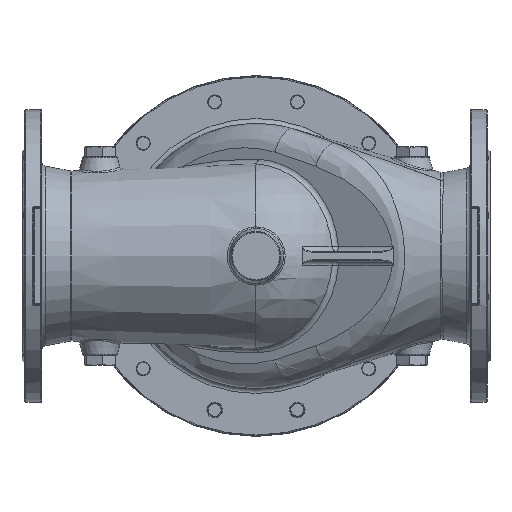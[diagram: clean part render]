
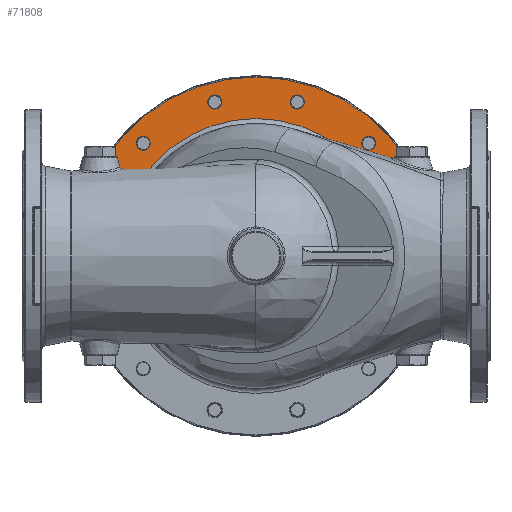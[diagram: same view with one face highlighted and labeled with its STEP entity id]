
A CAD part, front view. The second image highlights one B-rep face of the part: STEP entity #71808.
In plain terms, the highlighted planar face has unit normal (0, -1, 0).
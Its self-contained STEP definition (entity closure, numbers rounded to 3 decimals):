
#1510 = FACE_BOUND ( 'NONE', #24999, .T. ) ;
#1932 = CARTESIAN_POINT ( 'NONE',  ( 183.086, 282.5, 11.01 ) ) ;
#2004 = EDGE_CURVE ( 'NONE', #3896, #3896, #63395, .T. ) ;
#3277 = FACE_BOUND ( 'NONE', #24557, .T. ) ;
#3514 = EDGE_CURVE ( 'NONE', #45636, #45636, #34826, .T. ) ;
#3896 = VERTEX_POINT ( 'NONE', #38084 ) ;
#4400 = EDGE_CURVE ( 'NONE', #28722, #28722, #50628, .T. ) ;
#4682 = EDGE_LOOP ( 'NONE', ( #61625 ) ) ;
#4726 = CARTESIAN_POINT ( 'NONE',  ( -183.271, 282.5, 11.532 ) ) ;
#5145 = EDGE_CURVE ( 'NONE', #31813, #50929, #72545, .T. ) ;
#5807 = CARTESIAN_POINT ( 'NONE',  ( -183.271, 282.5, 11.532 ) ) ;
#6336 = CIRCLE ( 'NONE', #47800, 7.25 ) ;
#7986 = CARTESIAN_POINT ( 'NONE',  ( 157.929, 282.5, 42.317 ) ) ;
#8509 = DIRECTION ( 'NONE',  ( 0., 1., 0. ) ) ;
#8656 = EDGE_CURVE ( 'NONE', #21562, #21562, #6336, .T. ) ;
#10228 = ORIENTED_EDGE ( 'NONE', *, *, #34816, .T. ) ;
#10641 = CIRCLE ( 'NONE', #30074, 141. ) ;
#10943 = DIRECTION ( 'NONE',  ( 0., 1., 0. ) ) ;
#13157 = DIRECTION ( 'NONE',  ( 0., 1., 0. ) ) ;
#13207 = AXIS2_PLACEMENT_3D ( 'NONE', #58068, #41854, #39581 ) ;
#13656 = DIRECTION ( 'NONE',  ( 0., 0., -1. ) ) ;
#14015 = CARTESIAN_POINT ( 'NONE',  ( 0., 282.5, 0. ) ) ;
#14214 = DIRECTION ( 'NONE',  ( 1., 0., 0. ) ) ;
#14321 = AXIS2_PLACEMENT_3D ( 'NONE', #67354, #33311, #73102 ) ;
#15036 = AXIS2_PLACEMENT_3D ( 'NONE', #42507, #8509, #48213 ) ;
#16518 = FACE_BOUND ( 'NONE', #60822, .T. ) ;
#16533 = EDGE_LOOP ( 'NONE', ( #43647 ) ) ;
#16963 = EDGE_LOOP ( 'NONE', ( #56362 ) ) ;
#17075 = VERTEX_POINT ( 'NONE', #28353 ) ;
#17339 = ORIENTED_EDGE ( 'NONE', *, *, #21718, .T. ) ;
#17447 = LINE ( 'NONE', #48499, #45936 ) ;
#18323 = FACE_BOUND ( 'NONE', #4682, .T. ) ;
#18337 = CARTESIAN_POINT ( 'NONE',  ( -140.645, 282.5, 10. ) ) ;
#19062 = AXIS2_PLACEMENT_3D ( 'NONE', #25672, #65429, #31372 ) ;
#19278 = CARTESIAN_POINT ( 'NONE',  ( 115.612, 282.5, 115.612 ) ) ;
#19712 = DIRECTION ( 'NONE',  ( 0., 0., 1. ) ) ;
#21161 = ORIENTED_EDGE ( 'NONE', *, *, #47874, .T. ) ;
#21162 = CARTESIAN_POINT ( 'NONE',  ( 157.929, 282.5, 35.067 ) ) ;
#21442 = CARTESIAN_POINT ( 'NONE',  ( -182.633, 282.5, 10. ) ) ;
#21562 = VERTEX_POINT ( 'NONE', #21634 ) ;
#21634 = CARTESIAN_POINT ( 'NONE',  ( -109.333, 282.5, 119.237 ) ) ;
#21718 = EDGE_CURVE ( 'NONE', #17075, #17075, #58447, .T. ) ;
#23233 = B_SPLINE_CURVE_WITH_KNOTS ( 'NONE', 3,
 ( #69987, #52776, #1932, #41614 ),
 .UNSPECIFIED., .F., .F.,
 ( 4, 4 ),
 ( 0., 0.002 ),
 .UNSPECIFIED. ) ;
#24557 = EDGE_LOOP ( 'NONE', ( #70520 ) ) ;
#24992 = DIRECTION ( 'NONE',  ( 0.5, 0., -0.866 ) ) ;
#24999 = EDGE_LOOP ( 'NONE', ( #37204 ) ) ;
#25095 = EDGE_CURVE ( 'NONE', #41982, #41982, #68657, .T. ) ;
#25351 = VERTEX_POINT ( 'NONE', #18337 ) ;
#25672 = CARTESIAN_POINT ( 'NONE',  ( 0., 282.5, 0. ) ) ;
#26431 = EDGE_CURVE ( 'NONE', #25351, #41446, #10641, .T. ) ;
#26704 = CARTESIAN_POINT ( 'NONE',  ( 182.633, 282.5, 10. ) ) ;
#28353 = CARTESIAN_POINT ( 'NONE',  ( 48.596, 282.5, 154.304 ) ) ;
#28599 = CARTESIAN_POINT ( 'NONE',  ( -154.304, 282.5, 48.596 ) ) ;
#28625 = CARTESIAN_POINT ( 'NONE',  ( -182.859, 282.5, 10.505 ) ) ;
#28722 = VERTEX_POINT ( 'NONE', #38328 ) ;
#29423 = CARTESIAN_POINT ( 'NONE',  ( 183.271, 282.5, 11.532 ) ) ;
#30074 = AXIS2_PLACEMENT_3D ( 'NONE', #14015, #53753, #19712 ) ;
#30621 = CARTESIAN_POINT ( 'NONE',  ( -183.633, 282.5, 10. ) ) ;
#31372 = DIRECTION ( 'NONE',  ( 0., 0., -1. ) ) ;
#31813 = VERTEX_POINT ( 'NONE', #29423 ) ;
#33220 = CARTESIAN_POINT ( 'NONE',  ( 140.645, 282.5, 10. ) ) ;
#33306 = ORIENTED_EDGE ( 'NONE', *, *, #5145, .T. ) ;
#33311 = DIRECTION ( 'NONE',  ( 0., 1., 0. ) ) ;
#34435 = VERTEX_POINT ( 'NONE', #21442 ) ;
#34816 = EDGE_CURVE ( 'NONE', #34435, #25351, #58096, .T. ) ;
#34826 = CIRCLE ( 'NONE', #51834, 7.25 ) ;
#36838 = DIRECTION ( 'NONE',  ( 1., 0., 0. ) ) ;
#37204 = ORIENTED_EDGE ( 'NONE', *, *, #4400, .T. ) ;
#38084 = CARTESIAN_POINT ( 'NONE',  ( -35.067, 282.5, 157.929 ) ) ;
#38148 = VERTEX_POINT ( 'NONE', #26704 ) ;
#38328 = CARTESIAN_POINT ( 'NONE',  ( 119.237, 282.5, 109.333 ) ) ;
#39581 = DIRECTION ( 'NONE',  ( 1., 0., 0. ) ) ;
#41446 = VERTEX_POINT ( 'NONE', #33220 ) ;
#41614 = CARTESIAN_POINT ( 'NONE',  ( 183.271, 282.5, 11.532 ) ) ;
#41854 = DIRECTION ( 'NONE',  ( 0., 1., 0. ) ) ;
#41982 = VERTEX_POINT ( 'NONE', #28599 ) ;
#42359 = AXIS2_PLACEMENT_3D ( 'NONE', #19278, #59081, #24992 ) ;
#42507 = CARTESIAN_POINT ( 'NONE',  ( 42.317, 282.5, 157.929 ) ) ;
#43647 = ORIENTED_EDGE ( 'NONE', *, *, #8656, .T. ) ;
#44402 = EDGE_CURVE ( 'NONE', #38148, #31813, #23233, .T. ) ;
#44966 = CARTESIAN_POINT ( 'NONE',  ( -157.929, 282.5, 42.317 ) ) ;
#45000 = FACE_OUTER_BOUND ( 'NONE', #69280, .T. ) ;
#45293 = B_SPLINE_CURVE_WITH_KNOTS ( 'NONE', 3,
 ( #5807, #56962, #28625, #68379 ),
 .UNSPECIFIED., .F., .F.,
 ( 4, 4 ),
 ( 0., 0.002 ),
 .UNSPECIFIED. ) ;
#45636 = VERTEX_POINT ( 'NONE', #21162 ) ;
#45936 = VECTOR ( 'NONE', #14214, 1000. ) ;
#47188 = CARTESIAN_POINT ( 'NONE',  ( -115.612, 282.5, 115.612 ) ) ;
#47692 = DIRECTION ( 'NONE',  ( 0., 1., 0. ) ) ;
#47800 = AXIS2_PLACEMENT_3D ( 'NONE', #47188, #13157, #52876 ) ;
#47874 = EDGE_CURVE ( 'NONE', #50929, #34435, #45293, .T. ) ;
#48213 = DIRECTION ( 'NONE',  ( 0.866, 0., -0.5 ) ) ;
#48499 = CARTESIAN_POINT ( 'NONE',  ( -183.633, 282.5, 10. ) ) ;
#50628 = CIRCLE ( 'NONE', #42359, 7.25 ) ;
#50652 = DIRECTION ( 'NONE',  ( 0.5, 0., 0.866 ) ) ;
#50929 = VERTEX_POINT ( 'NONE', #4726 ) ;
#51834 = AXIS2_PLACEMENT_3D ( 'NONE', #7986, #47692, #13656 ) ;
#52776 = CARTESIAN_POINT ( 'NONE',  ( 182.859, 282.5, 10.505 ) ) ;
#52876 = DIRECTION ( 'NONE',  ( 0.866, 0., 0.5 ) ) ;
#53753 = DIRECTION ( 'NONE',  ( 0., 1., 0. ) ) ;
#56362 = ORIENTED_EDGE ( 'NONE', *, *, #3514, .T. ) ;
#56962 = CARTESIAN_POINT ( 'NONE',  ( -183.086, 282.5, 11.01 ) ) ;
#58068 = CARTESIAN_POINT ( 'NONE',  ( -42.317, 282.5, 157.929 ) ) ;
#58096 = LINE ( 'NONE', #30621, #73183 ) ;
#58227 = ORIENTED_EDGE ( 'NONE', *, *, #44402, .T. ) ;
#58447 = CIRCLE ( 'NONE', #15036, 7.25 ) ;
#59038 = ORIENTED_EDGE ( 'NONE', *, *, #26431, .T. ) ;
#59081 = DIRECTION ( 'NONE',  ( 0., 1., 0. ) ) ;
#60121 = FACE_BOUND ( 'NONE', #16963, .T. ) ;
#60822 = EDGE_LOOP ( 'NONE', ( #17339 ) ) ;
#61625 = ORIENTED_EDGE ( 'NONE', *, *, #25095, .T. ) ;
#61860 = FACE_BOUND ( 'NONE', #16533, .T. ) ;
#63395 = CIRCLE ( 'NONE', #13207, 7.25 ) ;
#65424 = ORIENTED_EDGE ( 'NONE', *, *, #71525, .T. ) ;
#65429 = DIRECTION ( 'NONE',  ( 0., -1., 0. ) ) ;
#67354 = CARTESIAN_POINT ( 'NONE',  ( -183.633, 282.5, 0. ) ) ;
#68033 = AXIS2_PLACEMENT_3D ( 'NONE', #44966, #10943, #50652 ) ;
#68379 = CARTESIAN_POINT ( 'NONE',  ( -182.633, 282.5, 10. ) ) ;
#68657 = CIRCLE ( 'NONE', #68033, 7.25 ) ;
#69280 = EDGE_LOOP ( 'NONE', ( #33306, #21161, #10228, #59038, #65424, #58227 ) ) ;
#69987 = CARTESIAN_POINT ( 'NONE',  ( 182.633, 282.5, 10. ) ) ;
#70520 = ORIENTED_EDGE ( 'NONE', *, *, #2004, .T. ) ;
#71525 = EDGE_CURVE ( 'NONE', #41446, #38148, #17447, .T. ) ;
#71808 = ADVANCED_FACE ( 'NONE', ( #18323, #61860, #3277, #16518, #1510, #60121, #45000 ), #72624, .F. ) ;
#72545 = CIRCLE ( 'NONE', #19062, 183.633 ) ;
#72624 = PLANE ( 'NONE',  #14321 ) ;
#73102 = DIRECTION ( 'NONE',  ( 0., 0., 1. ) ) ;
#73183 = VECTOR ( 'NONE', #36838, 1000. ) ;
